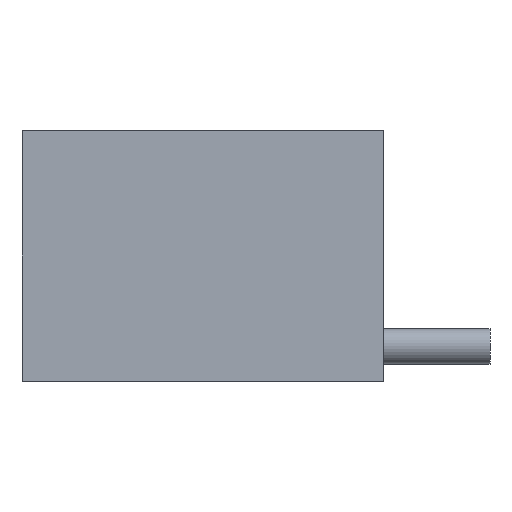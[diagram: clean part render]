
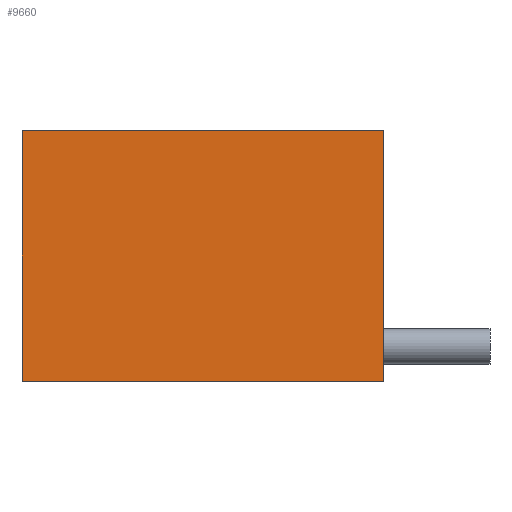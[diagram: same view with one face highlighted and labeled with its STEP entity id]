
A CAD part, left-side view. The second image highlights one B-rep face of the part: STEP entity #9660.
In plain terms, the highlighted planar face has unit normal (-1, 0, 0).
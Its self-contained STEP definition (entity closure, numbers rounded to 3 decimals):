
#467 = CARTESIAN_POINT ( 'NONE',  ( -9.825, 10.16, -3.525 ) ) ;
#521 = VERTEX_POINT ( 'NONE', #8167 ) ;
#2200 = EDGE_CURVE ( 'NONE', #13828, #13711, #5752, .T. ) ;
#2966 = DIRECTION ( 'NONE',  ( 0., 0., 1. ) ) ;
#3374 = CARTESIAN_POINT ( 'NONE',  ( -9.825, 10.16, -3.525 ) ) ;
#3532 = VECTOR ( 'NONE', #10455, 1000. ) ;
#3584 = CARTESIAN_POINT ( 'NONE',  ( -9.825, 10.16, -3.525 ) ) ;
#3735 = VECTOR ( 'NONE', #15056, 1000. ) ;
#3768 = VERTEX_POINT ( 'NONE', #9474 ) ;
#3921 = ORIENTED_EDGE ( 'NONE', *, *, #12904, .F. ) ;
#4167 = VECTOR ( 'NONE', #7825, 1000. ) ;
#4261 = AXIS2_PLACEMENT_3D ( 'NONE', #3584, #8333, #15045 ) ;
#4630 = CARTESIAN_POINT ( 'NONE',  ( -9.825, 10.16, -3.525 ) ) ;
#5029 = EDGE_LOOP ( 'NONE', ( #14568, #12309, #3921, #5704 ) ) ;
#5704 = ORIENTED_EDGE ( 'NONE', *, *, #2200, .T. ) ;
#5752 = LINE ( 'NONE', #3374, #3735 ) ;
#5795 = LINE ( 'NONE', #11501, #3532 ) ;
#5869 = LINE ( 'NONE', #6665, #4167 ) ;
#6514 = PLANE ( 'NONE',  #4261 ) ;
#6660 = FACE_OUTER_BOUND ( 'NONE', #5029, .T. ) ;
#6665 = CARTESIAN_POINT ( 'NONE',  ( -9.825, 0., -3.525 ) ) ;
#7825 = DIRECTION ( 'NONE',  ( 0., 0., 1. ) ) ;
#8167 = CARTESIAN_POINT ( 'NONE',  ( -9.825, 10.16, 3.525 ) ) ;
#8333 = DIRECTION ( 'NONE',  ( 1., 0., 0. ) ) ;
#8789 = LINE ( 'NONE', #467, #14643 ) ;
#8935 = EDGE_CURVE ( 'NONE', #521, #3768, #5795, .T. ) ;
#9474 = CARTESIAN_POINT ( 'NONE',  ( -9.825, 0., 3.525 ) ) ;
#9660 = ADVANCED_FACE ( 'NONE', ( #6660 ), #6514, .F. ) ;
#10455 = DIRECTION ( 'NONE',  ( 0., -1., 0. ) ) ;
#11501 = CARTESIAN_POINT ( 'NONE',  ( -9.825, 10.16, 3.525 ) ) ;
#12309 = ORIENTED_EDGE ( 'NONE', *, *, #8935, .F. ) ;
#12904 = EDGE_CURVE ( 'NONE', #13828, #521, #8789, .T. ) ;
#13711 = VERTEX_POINT ( 'NONE', #14304 ) ;
#13828 = VERTEX_POINT ( 'NONE', #4630 ) ;
#14100 = EDGE_CURVE ( 'NONE', #13711, #3768, #5869, .T. ) ;
#14304 = CARTESIAN_POINT ( 'NONE',  ( -9.825, 0., -3.525 ) ) ;
#14568 = ORIENTED_EDGE ( 'NONE', *, *, #14100, .T. ) ;
#14643 = VECTOR ( 'NONE', #2966, 1000. ) ;
#15045 = DIRECTION ( 'NONE',  ( 0., 0., -1. ) ) ;
#15056 = DIRECTION ( 'NONE',  ( 0., -1., 0. ) ) ;
